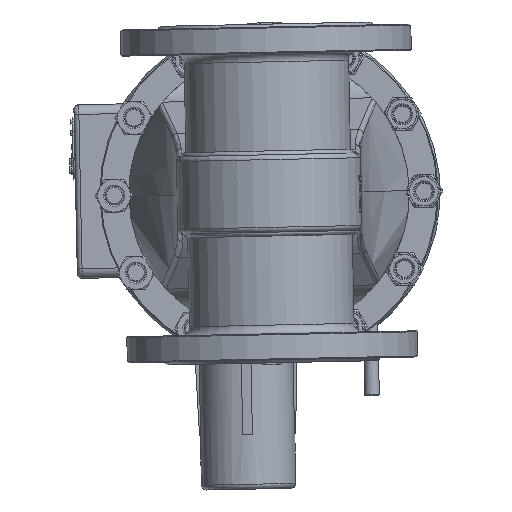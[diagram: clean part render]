
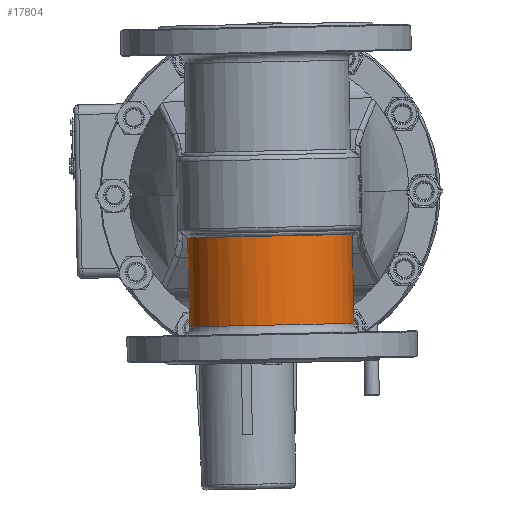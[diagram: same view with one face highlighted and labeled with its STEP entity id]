
A CAD part, front view. The second image highlights one B-rep face of the part: STEP entity #17804.
In plain terms, the highlighted cylindrical face has radius 85 mm (diameter 170 mm), a full revolution.
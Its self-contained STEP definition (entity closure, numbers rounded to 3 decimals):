
#775=ELLIPSE('',#19949,95.247,85.);
#777=ELLIPSE('',#19951,95.247,85.);
#948=B_SPLINE_CURVE_WITH_KNOTS('',3,(#32866,#32867,#32868,#32869,#32870,
#32871,#32872,#32873),.UNSPECIFIED.,.F.,.F.,(4,2,2,4),(0.,0.112,
0.342,0.343),.UNSPECIFIED.);
#952=B_SPLINE_CURVE_WITH_KNOTS('',3,(#32996,#32997,#32998,#32999,#33000,
#33001,#33002,#33003),.UNSPECIFIED.,.F.,.F.,(4,2,2,4),(-0.001,
0.,0.175,0.259),.UNSPECIFIED.);
#968=B_SPLINE_CURVE_WITH_KNOTS('',3,(#33667,#33668,#33669,#33670,#33671,
#33672,#33673,#33674,#33675,#33676,#33677,#33678,#33679,#33680,#33681,#33682,
#33683),.UNSPECIFIED.,.F.,.F.,(4,1,1,1,1,1,1,1,1,1,1,1,1,1,4),(23.427,
25.566,27.705,29.844,31.983,33.409,
36.261,37.687,40.539,42.678,44.817,
46.956,49.094,51.233,51.783),
 .UNSPECIFIED.);
#969=B_SPLINE_CURVE_WITH_KNOTS('',3,(#33686,#33687,#33688,#33689),
 .UNSPECIFIED.,.F.,.F.,(4,4),(51.783,53.372),
 .UNSPECIFIED.);
#1177=FACE_BOUND('',#3758,.T.);
#2566=FACE_OUTER_BOUND('',#3757,.T.);
#3757=EDGE_LOOP('',(#15364,#15365,#15366,#15367,#15368,#15369));
#3758=EDGE_LOOP('',(#15370,#15371,#15372,#15373,#15374,#15375));
#4957=LINE('',#32894,#6094);
#4973=LINE('',#33169,#6110);
#4974=LINE('',#33665,#6111);
#6094=VECTOR('',#24674,10.);
#6110=VECTOR('',#24722,10.);
#6111=VECTOR('',#24771,85.);
#6990=CIRCLE('',#19982,85.);
#6991=CIRCLE('',#19984,85.);
#8451=VERTEX_POINT('',#32864);
#8452=VERTEX_POINT('',#32865);
#8457=VERTEX_POINT('',#32893);
#8460=VERTEX_POINT('',#32994);
#8461=VERTEX_POINT('',#32995);
#8466=VERTEX_POINT('',#33070);
#8488=VERTEX_POINT('',#33660);
#8489=VERTEX_POINT('',#33664);
#8490=VERTEX_POINT('',#33666);
#8491=VERTEX_POINT('',#33684);
#10741=EDGE_CURVE('',#8451,#8452,#948,.F.);
#10748=EDGE_CURVE('',#8457,#8452,#4957,.T.);
#10752=EDGE_CURVE('',#8460,#8461,#952,.F.);
#10761=EDGE_CURVE('',#8461,#8451,#775,.T.);
#10764=EDGE_CURVE('',#8457,#8466,#777,.T.);
#10777=EDGE_CURVE('',#8460,#8466,#4973,.T.);
#10805=EDGE_CURVE('',#8488,#8488,#6990,.T.);
#10806=EDGE_CURVE('',#8488,#8489,#4974,.T.);
#10807=EDGE_CURVE('',#8490,#8489,#968,.T.);
#10808=EDGE_CURVE('',#8491,#8490,#6991,.T.);
#10809=EDGE_CURVE('',#8489,#8491,#969,.T.);
#15364=ORIENTED_EDGE('',*,*,#10805,.F.);
#15365=ORIENTED_EDGE('',*,*,#10806,.T.);
#15366=ORIENTED_EDGE('',*,*,#10807,.F.);
#15367=ORIENTED_EDGE('',*,*,#10808,.F.);
#15368=ORIENTED_EDGE('',*,*,#10809,.F.);
#15369=ORIENTED_EDGE('',*,*,#10806,.F.);
#15370=ORIENTED_EDGE('',*,*,#10777,.T.);
#15371=ORIENTED_EDGE('',*,*,#10764,.F.);
#15372=ORIENTED_EDGE('',*,*,#10748,.T.);
#15373=ORIENTED_EDGE('',*,*,#10741,.F.);
#15374=ORIENTED_EDGE('',*,*,#10761,.F.);
#15375=ORIENTED_EDGE('',*,*,#10752,.F.);
#16184=CYLINDRICAL_SURFACE('',#19983,85.);
#17804=ADVANCED_FACE('',(#2566,#1177),#16184,.T.);
#19949=AXIS2_PLACEMENT_3D('',#33045,#24690,#24691);
#19951=AXIS2_PLACEMENT_3D('',#33143,#24694,#24695);
#19982=AXIS2_PLACEMENT_3D('',#33662,#24767,#24768);
#19983=AXIS2_PLACEMENT_3D('',#33663,#24769,#24770);
#19984=AXIS2_PLACEMENT_3D('',#33685,#24772,#24773);
#24674=DIRECTION('',(0.,0.,-1.));
#24690=DIRECTION('center_axis',(0.,-0.451,0.892));
#24691=DIRECTION('ref_axis',(0.,0.892,0.451));
#24694=DIRECTION('center_axis',(0.,0.451,-0.892));
#24695=DIRECTION('ref_axis',(0.,0.892,0.451));
#24722=DIRECTION('',(0.,0.,1.));
#24767=DIRECTION('center_axis',(0.,0.,-1.));
#24768=DIRECTION('ref_axis',(1.,0.,0.));
#24769=DIRECTION('center_axis',(0.,0.,-1.));
#24770=DIRECTION('ref_axis',(1.,0.,0.));
#24771=DIRECTION('',(0.,0.,1.));
#24772=DIRECTION('center_axis',(0.,0.,1.));
#24773=DIRECTION('ref_axis',(0.,-1.,0.));
#32864=CARTESIAN_POINT('',(-5.06,84.849,-64.498));
#32865=CARTESIAN_POINT('',(-6.,84.788,-61.925));
#32866=CARTESIAN_POINT('Ctrl Pts',(-6.,84.788,-61.925));
#32867=CARTESIAN_POINT('Ctrl Pts',(-6.,84.788,-62.297));
#32868=CARTESIAN_POINT('Ctrl Pts',(-5.914,84.794,-62.647));
#32869=CARTESIAN_POINT('Ctrl Pts',(-5.647,84.812,-63.465));
#32870=CARTESIAN_POINT('Ctrl Pts',(-5.356,84.832,-63.987));
#32871=CARTESIAN_POINT('Ctrl Pts',(-5.062,84.849,-64.493));
#32872=CARTESIAN_POINT('Ctrl Pts',(-5.061,84.849,-64.495));
#32873=CARTESIAN_POINT('Ctrl Pts',(-5.06,84.849,-64.498));
#32893=CARTESIAN_POINT('',(-6.,84.788,-37.229));
#32894=CARTESIAN_POINT('',(-6.,84.788,40.));
#32994=CARTESIAN_POINT('',(6.,84.788,-61.925));
#32995=CARTESIAN_POINT('',(5.06,84.849,-64.498));
#32996=CARTESIAN_POINT('Ctrl Pts',(5.06,84.849,-64.498));
#32997=CARTESIAN_POINT('Ctrl Pts',(5.061,84.849,-64.495));
#32998=CARTESIAN_POINT('Ctrl Pts',(5.062,84.849,-64.493));
#32999=CARTESIAN_POINT('Ctrl Pts',(5.356,84.832,-63.987));
#33000=CARTESIAN_POINT('Ctrl Pts',(5.647,84.812,-63.465));
#33001=CARTESIAN_POINT('Ctrl Pts',(5.914,84.794,-62.647));
#33002=CARTESIAN_POINT('Ctrl Pts',(6.,84.788,-62.297));
#33003=CARTESIAN_POINT('Ctrl Pts',(6.,84.788,-61.925));
#33045=CARTESIAN_POINT('Origin',(0.,0.,-107.398));
#33070=CARTESIAN_POINT('',(6.,84.788,-37.229));
#33143=CARTESIAN_POINT('Origin',(0.,0.,-80.098));
#33169=CARTESIAN_POINT('',(6.,84.788,40.));
#33660=CARTESIAN_POINT('',(-85.,0.,-96.));
#33662=CARTESIAN_POINT('Origin',(0.,0.,-96.));
#33663=CARTESIAN_POINT('Origin',(0.,0.,40.));
#33664=CARTESIAN_POINT('',(-85.,0.,-4.34));
#33665=CARTESIAN_POINT('',(-85.,0.,40.));
#33666=CARTESIAN_POINT('',(83.545,-15.661,-4.));
#33667=CARTESIAN_POINT('Ctrl Pts',(83.545,-15.661,-4.));
#33668=CARTESIAN_POINT('Ctrl Pts',(84.848,-8.711,-4.014));
#33669=CARTESIAN_POINT('Ctrl Pts',(85.708,5.498,-4.414));
#33670=CARTESIAN_POINT('Ctrl Pts',(81.709,26.439,-6.144));
#33671=CARTESIAN_POINT('Ctrl Pts',(72.692,45.738,-8.747));
#33672=CARTESIAN_POINT('Ctrl Pts',(60.666,60.421,-11.409));
#33673=CARTESIAN_POINT('Ctrl Pts',(43.995,73.82,-14.253));
#33674=CARTESIAN_POINT('Ctrl Pts',(26.328,81.823,-16.226));
#33675=CARTESIAN_POINT('Ctrl Pts',(2.496,85.929,-17.287));
#33676=CARTESIAN_POINT('Ctrl Pts',(-19.462,84.05,-16.787));
#33677=CARTESIAN_POINT('Ctrl Pts',(-41.854,75.017,-14.546));
#33678=CARTESIAN_POINT('Ctrl Pts',(-59.167,62.263,-11.746));
#33679=CARTESIAN_POINT('Ctrl Pts',(-72.69,45.735,-8.745));
#33680=CARTESIAN_POINT('Ctrl Pts',(-81.71,26.441,-6.145));
#33681=CARTESIAN_POINT('Ctrl Pts',(-84.717,10.685,-4.842));
#33682=CARTESIAN_POINT('Ctrl Pts',(-85.,1.813,-4.415));
#33683=CARTESIAN_POINT('Ctrl Pts',(-85.,0.,
-4.34));
#33684=CARTESIAN_POINT('',(-83.545,-15.661,-4.));
#33685=CARTESIAN_POINT('Origin',(0.,0.,-4.));
#33686=CARTESIAN_POINT('Ctrl Pts',(-85.,0.,
-4.34));
#33687=CARTESIAN_POINT('Ctrl Pts',(-84.999,-5.246,-4.123));
#33688=CARTESIAN_POINT('Ctrl Pts',(-84.513,-10.496,-4.01));
#33689=CARTESIAN_POINT('Ctrl Pts',(-83.545,-15.661,
-4.));
